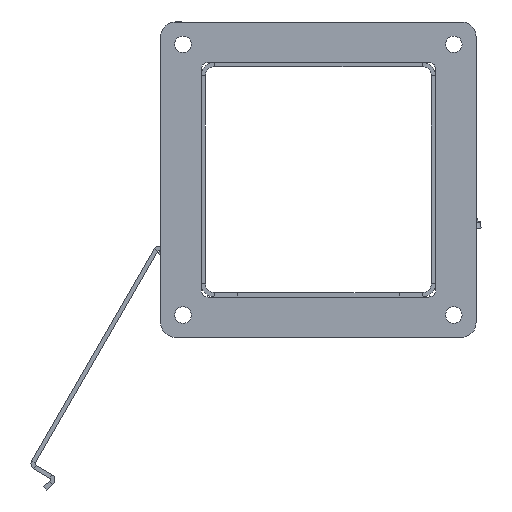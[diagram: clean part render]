
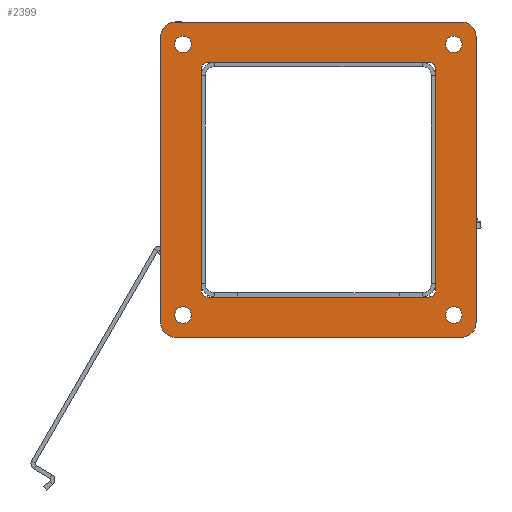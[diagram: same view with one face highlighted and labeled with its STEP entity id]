
A CAD part, front view. The second image highlights one B-rep face of the part: STEP entity #2399.
In plain terms, the highlighted face is planar.
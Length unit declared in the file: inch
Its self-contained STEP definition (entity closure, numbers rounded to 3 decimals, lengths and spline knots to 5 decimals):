
#89=FACE_BOUND($,#438,.T.);
#90=FACE_BOUND($,#439,.T.);
#91=FACE_BOUND($,#440,.T.);
#92=FACE_BOUND($,#441,.T.);
#93=FACE_BOUND($,#442,.T.);
#175=PLANE($,#2599);
#294=FACE_OUTER_BOUND($,#437,.T.);
#437=EDGE_LOOP($,(#1823,#1824,#1825,#1826,#1827,#1828,#1829,#1830));
#438=EDGE_LOOP($,(#1831,#1832,#1833,#1834,#1835,#1836,#1837,#1838));
#439=EDGE_LOOP($,(#1839));
#440=EDGE_LOOP($,(#1840));
#441=EDGE_LOOP($,(#1841));
#442=EDGE_LOOP($,(#1842));
#560=CIRCLE($,#2556,0.125);
#562=CIRCLE($,#2560,0.125);
#564=CIRCLE($,#2564,0.125);
#566=CIRCLE($,#2568,0.125);
#567=CIRCLE($,#2571,0.25);
#576=CIRCLE($,#2583,0.25);
#577=CIRCLE($,#2586,0.25);
#578=CIRCLE($,#2589,0.25);
#579=CIRCLE($,#2591,0.14063);
#580=CIRCLE($,#2593,0.14063);
#581=CIRCLE($,#2595,0.14063);
#582=CIRCLE($,#2597,0.14063);
#689=LINE($,#3647,#915);
#692=LINE($,#3658,#918);
#696=LINE($,#3670,#922);
#699=LINE($,#3679,#925);
#705=LINE($,#3695,#931);
#711=LINE($,#3723,#937);
#714=LINE($,#3731,#940);
#716=LINE($,#3749,#942);
#915=VECTOR($,#2933,3.75);
#918=VECTOR($,#2944,3.75);
#922=VECTOR($,#2956,3.75);
#925=VECTOR($,#2967,3.75);
#931=VECTOR($,#2981,4.875);
#937=VECTOR($,#3009,4.875);
#940=VECTOR($,#3018,4.875);
#942=VECTOR($,#3042,4.875);
#1119=VERTEX_POINT($,#3637);
#1120=VERTEX_POINT($,#3639);
#1122=VERTEX_POINT($,#3645);
#1125=VERTEX_POINT($,#3652);
#1126=VERTEX_POINT($,#3654);
#1129=VERTEX_POINT($,#3664);
#1130=VERTEX_POINT($,#3666);
#1132=VERTEX_POINT($,#3675);
#1133=VERTEX_POINT($,#3682);
#1134=VERTEX_POINT($,#3683);
#1138=VERTEX_POINT($,#3693);
#1148=VERTEX_POINT($,#3717);
#1149=VERTEX_POINT($,#3721);
#1150=VERTEX_POINT($,#3725);
#1151=VERTEX_POINT($,#3729);
#1152=VERTEX_POINT($,#3733);
#1153=VERTEX_POINT($,#3737);
#1154=VERTEX_POINT($,#3740);
#1155=VERTEX_POINT($,#3743);
#1156=VERTEX_POINT($,#3746);
#1349=EDGE_CURVE($,#1119,#1120,#560,.T.);
#1353=EDGE_CURVE($,#1119,#1122,#689,.T.);
#1356=EDGE_CURVE($,#1125,#1126,#562,.T.);
#1358=EDGE_CURVE($,#1125,#1120,#692,.T.);
#1362=EDGE_CURVE($,#1129,#1130,#564,.T.);
#1364=EDGE_CURVE($,#1129,#1126,#696,.T.);
#1368=EDGE_CURVE($,#1132,#1122,#566,.T.);
#1369=EDGE_CURVE($,#1132,#1130,#699,.T.);
#1371=EDGE_CURVE($,#1133,#1134,#567,.T.);
#1377=EDGE_CURVE($,#1138,#1133,#705,.T.);
#1388=EDGE_CURVE($,#1148,#1138,#576,.T.);
#1391=EDGE_CURVE($,#1149,#1148,#711,.T.);
#1392=EDGE_CURVE($,#1150,#1149,#577,.T.);
#1395=EDGE_CURVE($,#1151,#1150,#714,.T.);
#1396=EDGE_CURVE($,#1152,#1151,#578,.T.);
#1398=EDGE_CURVE($,#1153,#1153,#579,.T.);
#1399=EDGE_CURVE($,#1154,#1154,#580,.T.);
#1400=EDGE_CURVE($,#1155,#1155,#581,.T.);
#1401=EDGE_CURVE($,#1156,#1156,#582,.T.);
#1402=EDGE_CURVE($,#1134,#1152,#716,.T.);
#1823=ORIENTED_EDGE($,*,*,#1371,.F.);
#1824=ORIENTED_EDGE($,*,*,#1377,.F.);
#1825=ORIENTED_EDGE($,*,*,#1388,.F.);
#1826=ORIENTED_EDGE($,*,*,#1391,.F.);
#1827=ORIENTED_EDGE($,*,*,#1392,.F.);
#1828=ORIENTED_EDGE($,*,*,#1395,.F.);
#1829=ORIENTED_EDGE($,*,*,#1396,.F.);
#1830=ORIENTED_EDGE($,*,*,#1402,.F.);
#1831=ORIENTED_EDGE($,*,*,#1353,.T.);
#1832=ORIENTED_EDGE($,*,*,#1368,.F.);
#1833=ORIENTED_EDGE($,*,*,#1369,.T.);
#1834=ORIENTED_EDGE($,*,*,#1362,.F.);
#1835=ORIENTED_EDGE($,*,*,#1364,.T.);
#1836=ORIENTED_EDGE($,*,*,#1356,.F.);
#1837=ORIENTED_EDGE($,*,*,#1358,.T.);
#1838=ORIENTED_EDGE($,*,*,#1349,.F.);
#1839=ORIENTED_EDGE($,*,*,#1398,.T.);
#1840=ORIENTED_EDGE($,*,*,#1399,.T.);
#1841=ORIENTED_EDGE($,*,*,#1400,.T.);
#1842=ORIENTED_EDGE($,*,*,#1401,.T.);
#2399=ADVANCED_FACE($,(#294,#89,#90,#91,#92,#93),#175,.T.);
#2556=AXIS2_PLACEMENT_3D($,#3640,#2926,#2927);
#2560=AXIS2_PLACEMENT_3D($,#3655,#2939,#2940);
#2564=AXIS2_PLACEMENT_3D($,#3667,#2951,#2952);
#2568=AXIS2_PLACEMENT_3D($,#3677,#2963,#2964);
#2571=AXIS2_PLACEMENT_3D($,#3684,#2971,#2972);
#2583=AXIS2_PLACEMENT_3D($,#3718,#3003,#3004);
#2586=AXIS2_PLACEMENT_3D($,#3726,#3012,#3013);
#2589=AXIS2_PLACEMENT_3D($,#3734,#3021,#3022);
#2591=AXIS2_PLACEMENT_3D($,#3738,#3026,#3027);
#2593=AXIS2_PLACEMENT_3D($,#3741,#3030,#3031);
#2595=AXIS2_PLACEMENT_3D($,#3744,#3034,#3035);
#2597=AXIS2_PLACEMENT_3D($,#3747,#3038,#3039);
#2599=AXIS2_PLACEMENT_3D($,#3750,#3043,#3044);
#2926=DIRECTION('center_axis',(0.,0.,1.));
#2927=DIRECTION('ref_axis',(-0.707,-0.707,0.));
#2933=DIRECTION($,(0.,1.,0.));
#2939=DIRECTION('center_axis',(0.,0.,1.));
#2940=DIRECTION('ref_axis',(0.707,-0.707,0.));
#2944=DIRECTION($,(-1.,0.,0.));
#2951=DIRECTION('center_axis',(0.,0.,1.));
#2952=DIRECTION('ref_axis',(0.707,0.707,0.));
#2956=DIRECTION($,(0.,-1.,0.));
#2963=DIRECTION('center_axis',(0.,0.,1.));
#2964=DIRECTION('ref_axis',(-0.707,0.707,0.));
#2967=DIRECTION($,(1.,0.,0.));
#2971=DIRECTION('center_axis',(0.,0.,-1.));
#2972=DIRECTION('ref_axis',(-0.707,-0.707,0.));
#2981=DIRECTION($,(-1.,0.,0.));
#3003=DIRECTION('center_axis',(0.,0.,-1.));
#3004=DIRECTION('ref_axis',(0.707,-0.707,0.));
#3009=DIRECTION($,(0.,-1.,0.));
#3012=DIRECTION('center_axis',(0.,0.,-1.));
#3013=DIRECTION('ref_axis',(0.707,0.707,0.));
#3018=DIRECTION($,(1.,0.,0.));
#3021=DIRECTION('center_axis',(0.,0.,-1.));
#3022=DIRECTION('ref_axis',(-0.707,0.707,0.));
#3026=DIRECTION('center_axis',(0.,0.,-1.));
#3027=DIRECTION('ref_axis',(-1.,0.,0.));
#3030=DIRECTION('center_axis',(0.,0.,-1.));
#3031=DIRECTION('ref_axis',(-1.,0.,0.));
#3034=DIRECTION('center_axis',(0.,0.,-1.));
#3035=DIRECTION('ref_axis',(-1.,0.,0.));
#3038=DIRECTION('center_axis',(0.,0.,-1.));
#3039=DIRECTION('ref_axis',(-1.,0.,0.));
#3042=DIRECTION($,(0.,1.,0.));
#3043=DIRECTION('center_axis',(0.,0.,1.));
#3044=DIRECTION('ref_axis',(1.,0.,0.));
#3637=CARTESIAN_POINT('',(-2.,-1.875,0.125));
#3639=CARTESIAN_POINT('',(-1.875,-2.,0.125));
#3640=CARTESIAN_POINT('Origin',(-1.875,-1.875,0.125));
#3645=CARTESIAN_POINT('',(-2.,1.875,0.125));
#3647=CARTESIAN_POINT($,(-2.,-1.,0.125));
#3652=CARTESIAN_POINT('',(1.875,-2.,0.125));
#3654=CARTESIAN_POINT('',(2.,-1.875,0.125));
#3655=CARTESIAN_POINT('Origin',(1.875,-1.875,0.125));
#3658=CARTESIAN_POINT($,(1.,-2.,0.125));
#3664=CARTESIAN_POINT('',(2.,1.875,0.125));
#3666=CARTESIAN_POINT('',(1.875,2.,0.125));
#3667=CARTESIAN_POINT('Origin',(1.875,1.875,0.125));
#3670=CARTESIAN_POINT($,(2.,1.,0.125));
#3675=CARTESIAN_POINT('',(-1.875,2.,0.125));
#3677=CARTESIAN_POINT('Origin',(-1.875,1.875,0.125));
#3679=CARTESIAN_POINT($,(-1.,2.,0.125));
#3682=CARTESIAN_POINT('',(-2.4375,-2.6875,0.125));
#3683=CARTESIAN_POINT('',(-2.6875,-2.4375,0.125));
#3684=CARTESIAN_POINT('Origin',(-2.4375,-2.4375,0.125));
#3693=CARTESIAN_POINT('',(2.4375,-2.6875,0.125));
#3695=CARTESIAN_POINT($,(-2.6875,-2.6875,0.125));
#3717=CARTESIAN_POINT('',(2.6875,-2.4375,0.125));
#3718=CARTESIAN_POINT('Origin',(2.4375,-2.4375,0.125));
#3721=CARTESIAN_POINT('',(2.6875,2.4375,0.125));
#3723=CARTESIAN_POINT($,(2.6875,-2.6875,0.125));
#3725=CARTESIAN_POINT('',(2.4375,2.6875,0.125));
#3726=CARTESIAN_POINT('Origin',(2.4375,2.4375,0.125));
#3729=CARTESIAN_POINT('',(-2.4375,2.6875,0.125));
#3731=CARTESIAN_POINT($,(2.6875,2.6875,0.125));
#3733=CARTESIAN_POINT('',(-2.6875,2.4375,0.125));
#3734=CARTESIAN_POINT('Origin',(-2.4375,2.4375,0.125));
#3737=CARTESIAN_POINT('',(-2.16688,2.3075,0.125));
#3738=CARTESIAN_POINT('Origin',(-2.3075,2.3075,0.125));
#3740=CARTESIAN_POINT('',(-2.16688,-2.3075,0.125));
#3741=CARTESIAN_POINT('Origin',(-2.3075,-2.3075,0.125));
#3743=CARTESIAN_POINT('',(2.44813,-2.3075,0.125));
#3744=CARTESIAN_POINT('Origin',(2.3075,-2.3075,0.125));
#3746=CARTESIAN_POINT('',(2.44813,2.3075,0.125));
#3747=CARTESIAN_POINT('Origin',(2.3075,2.3075,0.125));
#3749=CARTESIAN_POINT($,(-2.6875,2.6875,0.125));
#3750=CARTESIAN_POINT('Origin',(0.,0.,
0.125));
